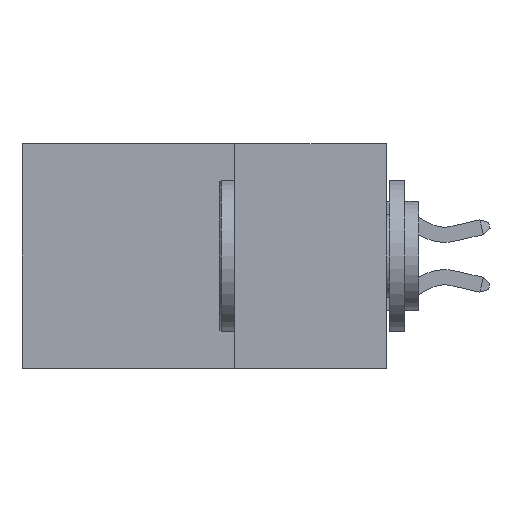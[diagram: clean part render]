
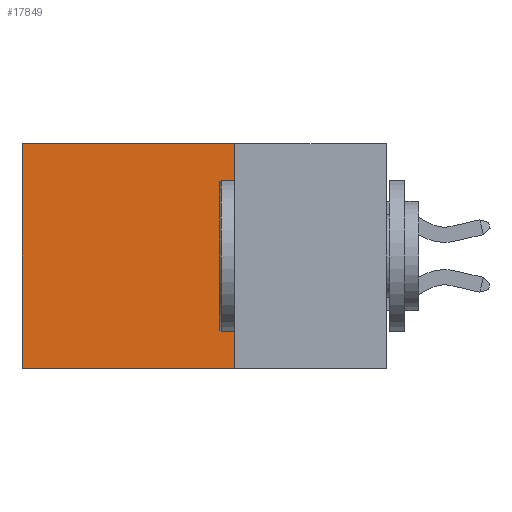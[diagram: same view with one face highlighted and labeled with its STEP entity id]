
A CAD part, left-side view. The second image highlights one B-rep face of the part: STEP entity #17849.
In plain terms, the highlighted planar face has unit normal (-1, 0, 0).
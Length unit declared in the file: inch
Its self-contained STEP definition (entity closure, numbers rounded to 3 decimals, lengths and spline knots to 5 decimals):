
#548 = EDGE_LOOP ( 'NONE', ( #9931, #11970, #17162, #16573 ) ) ;
#1004 = FACE_OUTER_BOUND ( 'NONE', #548, .T. ) ;
#1268 = CARTESIAN_POINT ( 'NONE',  ( 0.298, 0.25, 0. ) ) ;
#3506 = AXIS2_PLACEMENT_3D ( 'NONE', #5727, #18749, #7635 ) ;
#3973 = EDGE_CURVE ( 'NONE', #6016, #9879, #5519, .T. ) ;
#4037 = CARTESIAN_POINT ( 'NONE',  ( 0.298, 0.25, 0. ) ) ;
#4082 = VECTOR ( 'NONE', #13554, 39.37008 ) ;
#5075 = VERTEX_POINT ( 'NONE', #12467 ) ;
#5199 = VECTOR ( 'NONE', #6045, 39.37008 ) ;
#5519 = LINE ( 'NONE', #13305, #6737 ) ;
#5727 = CARTESIAN_POINT ( 'NONE',  ( 0.298, 0.25, 0. ) ) ;
#5839 = LINE ( 'NONE', #4037, #5199 ) ;
#6016 = VERTEX_POINT ( 'NONE', #1268 ) ;
#6045 = DIRECTION ( 'NONE',  ( 0., 1., 0. ) ) ;
#6737 = VECTOR ( 'NONE', #13301, 39.37008 ) ;
#7635 = DIRECTION ( 'NONE',  ( 0., 0., -1. ) ) ;
#9879 = VERTEX_POINT ( 'NONE', #18823 ) ;
#9931 = ORIENTED_EDGE ( 'NONE', *, *, #23957, .T. ) ;
#11676 = CARTESIAN_POINT ( 'NONE',  ( 0.298, 0.6, 0. ) ) ;
#11970 = ORIENTED_EDGE ( 'NONE', *, *, #16852, .F. ) ;
#12467 = CARTESIAN_POINT ( 'NONE',  ( 0.298, 0.6, 0. ) ) ;
#13301 = DIRECTION ( 'NONE',  ( 0., 0., -1. ) ) ;
#13305 = CARTESIAN_POINT ( 'NONE',  ( 0.298, 0.25, 0. ) ) ;
#13503 = CARTESIAN_POINT ( 'NONE',  ( 0.298, 0.25, -0.37 ) ) ;
#13554 = DIRECTION ( 'NONE',  ( 0., 0., -1. ) ) ;
#14213 = LINE ( 'NONE', #13503, #18512 ) ;
#16573 = ORIENTED_EDGE ( 'NONE', *, *, #20535, .T. ) ;
#16852 = EDGE_CURVE ( 'NONE', #9879, #20970, #14213, .T. ) ;
#16904 = PLANE ( 'NONE',  #3506 ) ;
#17162 = ORIENTED_EDGE ( 'NONE', *, *, #3973, .F. ) ;
#17190 = DIRECTION ( 'NONE',  ( 0., 1., 0. ) ) ;
#17849 = ADVANCED_FACE ( 'NONE', ( #1004 ), #16904, .F. ) ;
#18512 = VECTOR ( 'NONE', #17190, 39.37008 ) ;
#18749 = DIRECTION ( 'NONE',  ( 1., 0., 0. ) ) ;
#18823 = CARTESIAN_POINT ( 'NONE',  ( 0.298, 0.25, -0.37 ) ) ;
#20535 = EDGE_CURVE ( 'NONE', #6016, #5075, #5839, .T. ) ;
#20970 = VERTEX_POINT ( 'NONE', #21554 ) ;
#21554 = CARTESIAN_POINT ( 'NONE',  ( 0.298, 0.6, -0.37 ) ) ;
#23957 = EDGE_CURVE ( 'NONE', #5075, #20970, #23996, .T. ) ;
#23996 = LINE ( 'NONE', #11676, #4082 ) ;
